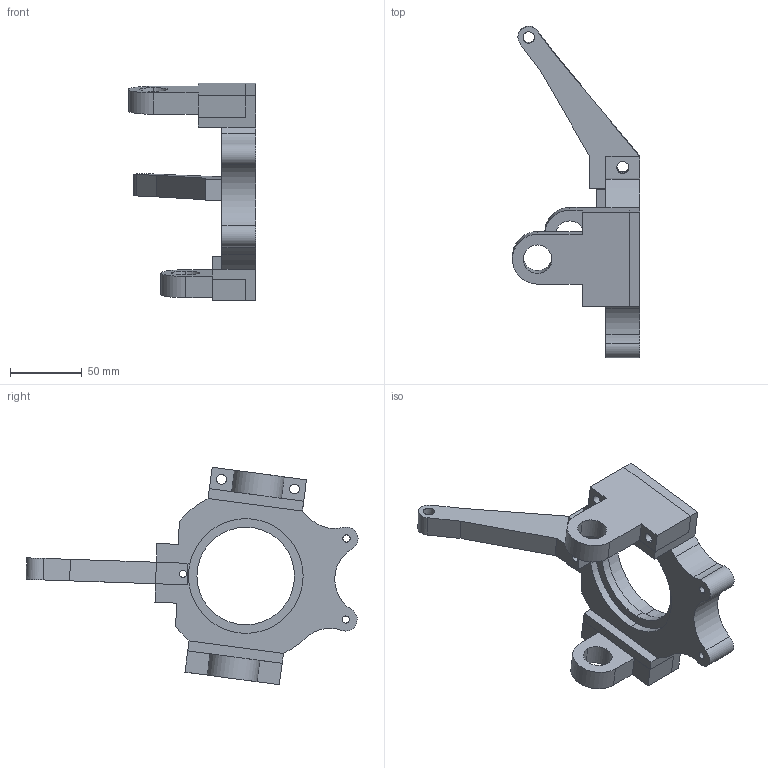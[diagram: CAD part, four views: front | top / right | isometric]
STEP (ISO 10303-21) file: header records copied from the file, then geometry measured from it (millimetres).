
FILE_DESCRIPTION (( 'STEP AP203' ), '1' );
FILE_NAME ('Front Knuckle - last year hardpoints.STEP', '2025-09-30T06:57:15', ( '' ), ( '' ), 'SwSTEP 2.0', 'SolidWorks 2025', '' );
FILE_SCHEMA (( 'CONFIG_CONTROL_DESIGN' ));
Length unit declared in the file: millimetre
Products named in the file (1): Front Knuckle - last year hardpoints
Bounding box: 88.62 x 231.32 x 151.48 mm (x, y, z)
Volume: 325571 mm3; surface area: 78101.5 mm2
Topology: 4 solids, 4 shells, 116 faces, 311 edges, 206 vertices
Faces by surface type: cylinder 59, plane 57
Entity records: 3808 total; most frequent: DIRECTION 663, CARTESIAN_POINT 634, ORIENTED_EDGE 622, EDGE_CURVE 311, AXIS2_PLACEMENT_3D 235, VERTEX_POINT 206, VECTOR 193, LINE 193
